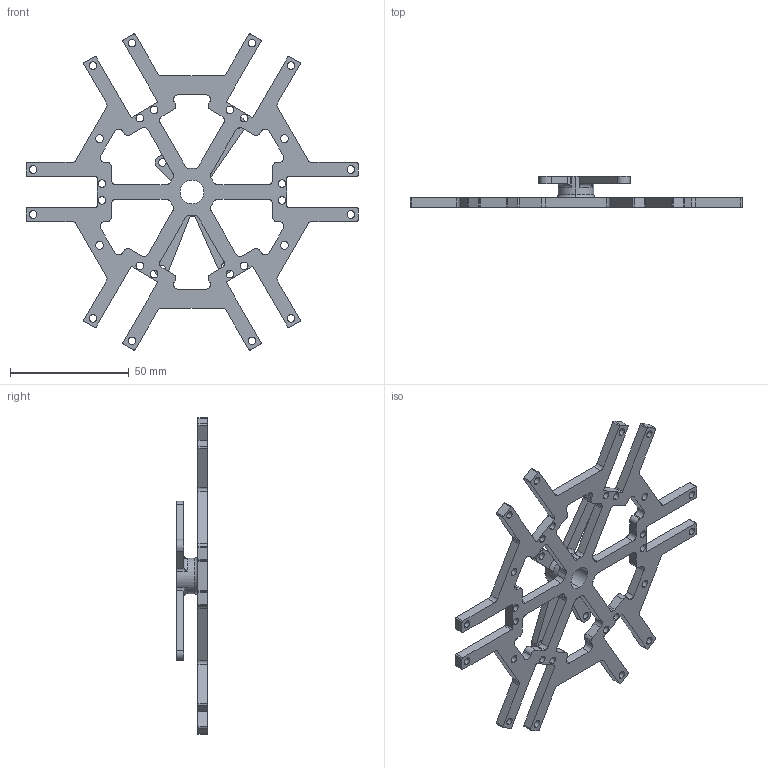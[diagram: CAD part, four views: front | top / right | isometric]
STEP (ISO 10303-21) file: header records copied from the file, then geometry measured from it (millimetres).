
FILE_DESCRIPTION (( 'STEP AP214' ), '1' );
FILE_NAME ('鞠晚倛奻す啣.STEP', '2025-06-21T09:05:22', ( '' ), ( '' ), 'SwSTEP 2.0', 'SolidWorks 2024', '' );
FILE_SCHEMA (( 'AUTOMOTIVE_DESIGN' ));
Length unit declared in the file: millimetre
Products named in the file (1): 六边形上平板
Bounding box: 139.92 x 13 x 133.31 mm (x, y, z)
Volume: 23000.8 mm3; surface area: 19856.3 mm2
Topology: 1 solids, 1 shells, 310 faces, 919 edges, 612 vertices
Faces by surface type: cylinder 201, plane 104, torus 5
Entity records: 10777 total; most frequent: DIRECTION 1938, CARTESIAN_POINT 1908, ORIENTED_EDGE 1838, EDGE_CURVE 919, AXIS2_PLACEMENT_3D 720, VERTEX_POINT 612, LINE 498, VECTOR 498
